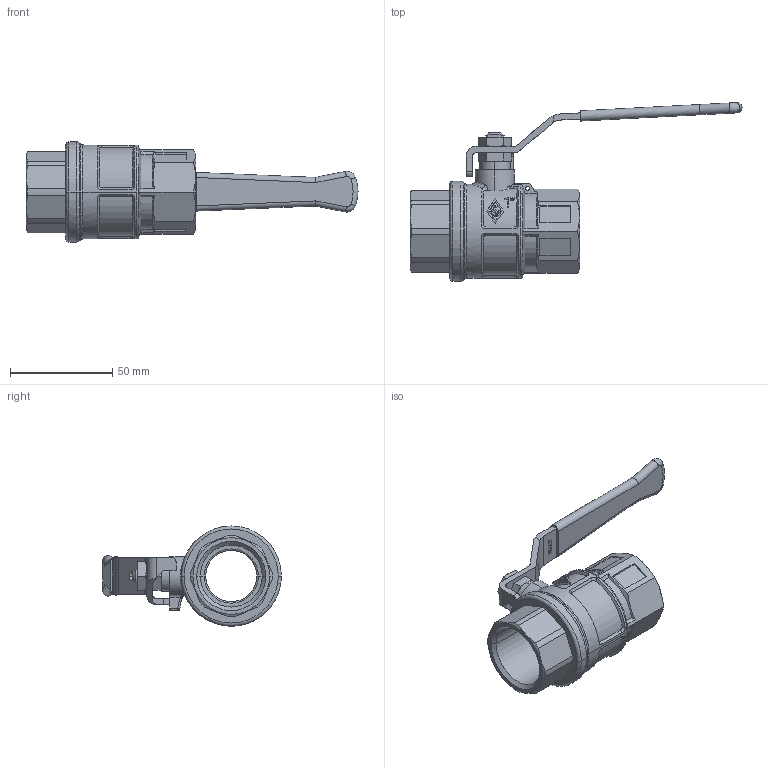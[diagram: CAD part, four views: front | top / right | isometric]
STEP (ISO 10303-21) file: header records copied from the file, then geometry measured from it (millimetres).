
FILE_DESCRIPTION(('Creo Elements/Direct Modeling STEP Export'),'2;1');
FILE_NAME('5980060000.stp','2021-05-27T 7:08:44',(''),(''),'Creo Elements/Direct Modeling STEP processor for AP214 (Solid Model)','Creo Elements/Direct Modeling 20.1D 10-Oct-2020 (C) Parametric Technology GmbH','');
FILE_SCHEMA(('AUTOMOTIVE_DESIGN { 1 0 10303 214 1 1 1 1 }'));
Length unit declared in the file: millimetre
Products named in the file (2): 5980060000
Assembly tree (1 placements, depth 2):
  5980060000
    5980060000
Bounding box: 162.37 x 87.41 x 48.98 mm (x, y, z)
Volume: 77085.9 mm3; surface area: 28450.2 mm2
Topology: 1 solids, 1 shells, 541 faces, 1437 edges, 934 vertices
Faces by surface type: plane 307, cylinder 128, cone 55, bspline 37, torus 14
Entity records: 32431 total; most frequent: CARTESIAN_POINT 18400, ORIENTED_EDGE 2870, DIRECTION 2319, EDGE_CURVE 1435, VERTEX_POINT 934, AXIS2_PLACEMENT_3D 817, VECTOR 685, LINE 685
